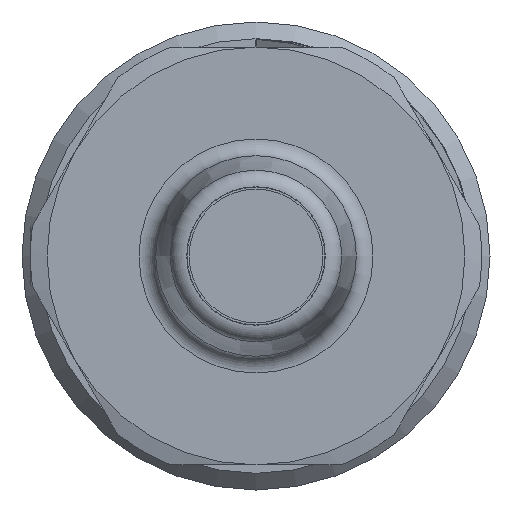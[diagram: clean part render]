
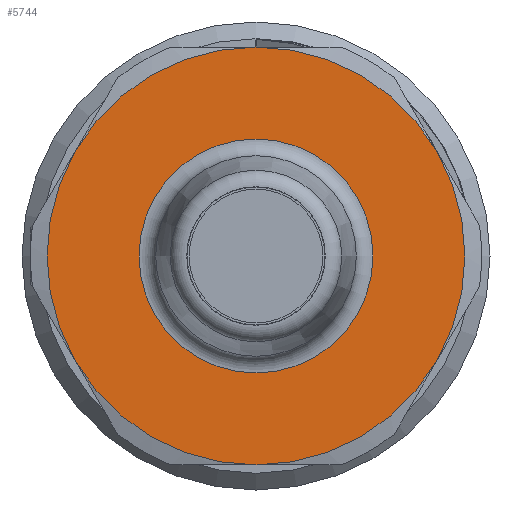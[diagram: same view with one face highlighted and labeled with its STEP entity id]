
A CAD part, left-side view. The second image highlights one B-rep face of the part: STEP entity #5744.
In plain terms, the highlighted planar face has unit normal (-1, 0, 0).
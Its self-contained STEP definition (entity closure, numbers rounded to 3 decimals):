
#232=PLANE('',#6436);
#390=FACE_BOUND('',#1034,.T.);
#668=FACE_OUTER_BOUND('',#1033,.T.);
#1033=EDGE_LOOP('',(#4940,#4941,#4942,#4943,#4944,#4945));
#1034=EDGE_LOOP('',(#4946,#4947));
#1415=CIRCLE('',#6385,7.);
#1416=CIRCLE('',#6386,7.);
#1417=CIRCLE('',#6388,12.5);
#1436=CIRCLE('',#6420,12.5);
#1437=CIRCLE('',#6422,12.5);
#1438=CIRCLE('',#6424,12.5);
#1439=CIRCLE('',#6426,12.5);
#1440=CIRCLE('',#6428,12.5);
#2621=VERTEX_POINT('',#19509);
#2622=VERTEX_POINT('',#19511);
#2623=VERTEX_POINT('',#19515);
#2624=VERTEX_POINT('',#19516);
#2655=VERTEX_POINT('',#19633);
#2656=VERTEX_POINT('',#19637);
#2657=VERTEX_POINT('',#19646);
#2658=VERTEX_POINT('',#19663);
#3398=EDGE_CURVE('',#2621,#2622,#1415,.T.);
#3399=EDGE_CURVE('',#2622,#2621,#1416,.T.);
#3400=EDGE_CURVE('',#2623,#2624,#1417,.T.);
#3447=EDGE_CURVE('',#2655,#2656,#1436,.T.);
#3449=EDGE_CURVE('',#2657,#2655,#1437,.T.);
#3452=EDGE_CURVE('',#2624,#2657,#1438,.T.);
#3455=EDGE_CURVE('',#2658,#2623,#1439,.T.);
#3458=EDGE_CURVE('',#2656,#2658,#1440,.T.);
#4940=ORIENTED_EDGE('',*,*,#3458,.T.);
#4941=ORIENTED_EDGE('',*,*,#3455,.T.);
#4942=ORIENTED_EDGE('',*,*,#3400,.T.);
#4943=ORIENTED_EDGE('',*,*,#3452,.T.);
#4944=ORIENTED_EDGE('',*,*,#3449,.T.);
#4945=ORIENTED_EDGE('',*,*,#3447,.T.);
#4946=ORIENTED_EDGE('',*,*,#3399,.F.);
#4947=ORIENTED_EDGE('',*,*,#3398,.F.);
#5744=ADVANCED_FACE('',(#668,#390),#232,.F.);
#6385=AXIS2_PLACEMENT_3D('',#19512,#7792,#7793);
#6386=AXIS2_PLACEMENT_3D('',#19513,#7794,#7795);
#6388=AXIS2_PLACEMENT_3D('',#19517,#7798,#7799);
#6420=AXIS2_PLACEMENT_3D('',#19641,#7874,#7875);
#6422=AXIS2_PLACEMENT_3D('',#19647,#7878,#7879);
#6424=AXIS2_PLACEMENT_3D('',#19655,#7882,#7883);
#6426=AXIS2_PLACEMENT_3D('',#19664,#7886,#7887);
#6428=AXIS2_PLACEMENT_3D('',#19672,#7890,#7891);
#6436=AXIS2_PLACEMENT_3D('',#19683,#7906,#7907);
#7792=DIRECTION('center_axis',(-1.,0.,0.));
#7793=DIRECTION('ref_axis',(0.,0.5,0.866));
#7794=DIRECTION('center_axis',(-1.,0.,0.));
#7795=DIRECTION('ref_axis',(0.,0.5,0.866));
#7798=DIRECTION('center_axis',(-1.,0.,0.));
#7799=DIRECTION('ref_axis',(0.,0.5,0.866));
#7874=DIRECTION('center_axis',(-1.,0.,0.));
#7875=DIRECTION('ref_axis',(0.,0.5,0.866));
#7878=DIRECTION('center_axis',(-1.,0.,0.));
#7879=DIRECTION('ref_axis',(0.,0.5,0.866));
#7882=DIRECTION('center_axis',(-1.,0.,0.));
#7883=DIRECTION('ref_axis',(0.,0.5,0.866));
#7886=DIRECTION('center_axis',(-1.,0.,0.));
#7887=DIRECTION('ref_axis',(0.,0.5,0.866));
#7890=DIRECTION('center_axis',(-1.,0.,0.));
#7891=DIRECTION('ref_axis',(0.,0.5,0.866));
#7906=DIRECTION('center_axis',(1.,0.,0.));
#7907=DIRECTION('ref_axis',(0.,-0.5,-0.866));
#19509=CARTESIAN_POINT('',(-24.4,-3.5,-6.062));
#19511=CARTESIAN_POINT('',(-24.4,3.5,6.062));
#19512=CARTESIAN_POINT('Origin',(-24.4,0.,
0.));
#19513=CARTESIAN_POINT('Origin',(-24.4,0.,
0.));
#19515=CARTESIAN_POINT('',(-24.4,0.,-12.5));
#19516=CARTESIAN_POINT('',(-24.4,-10.825,-6.25));
#19517=CARTESIAN_POINT('Origin',(-24.4,0.,
0.));
#19633=CARTESIAN_POINT('',(-24.4,0.,12.5));
#19637=CARTESIAN_POINT('',(-24.4,10.825,6.25));
#19641=CARTESIAN_POINT('Origin',(-24.4,0.,
0.));
#19646=CARTESIAN_POINT('',(-24.4,-10.825,6.25));
#19647=CARTESIAN_POINT('Origin',(-24.4,0.,
0.));
#19655=CARTESIAN_POINT('Origin',(-24.4,0.,
0.));
#19663=CARTESIAN_POINT('',(-24.4,10.825,-6.25));
#19664=CARTESIAN_POINT('Origin',(-24.4,0.,
0.));
#19672=CARTESIAN_POINT('Origin',(-24.4,0.,
0.));
#19683=CARTESIAN_POINT('Origin',(-24.4,6.062,-3.5));
